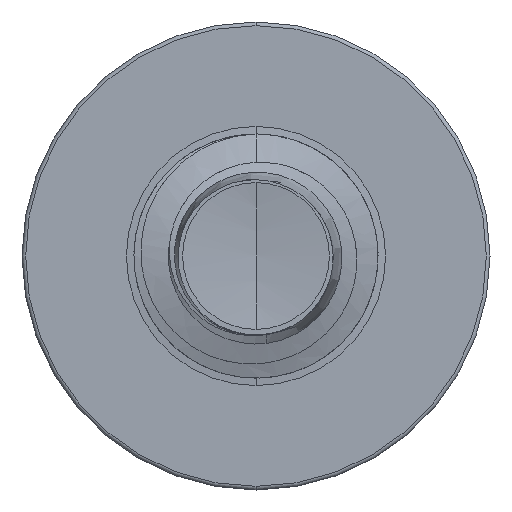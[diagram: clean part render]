
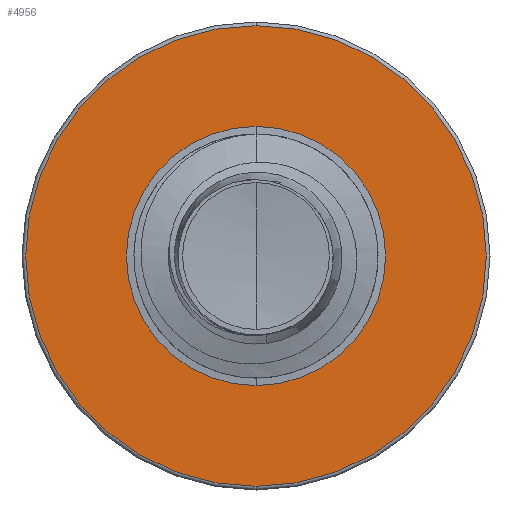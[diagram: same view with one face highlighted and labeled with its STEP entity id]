
A CAD part, front view. The second image highlights one B-rep face of the part: STEP entity #4956.
In plain terms, the highlighted planar face has unit normal (0, -1, 0).
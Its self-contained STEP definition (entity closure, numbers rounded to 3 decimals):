
#195 = DIRECTION ( 'NONE',  ( 0., 1., 0. ) ) ;
#752 = DIRECTION ( 'NONE',  ( 0., 0., 1. ) ) ;
#773 = PLANE ( 'NONE',  #7421 ) ;
#801 = CARTESIAN_POINT ( 'NONE',  ( 0., 1.75, -0.637 ) ) ;
#827 = DIRECTION ( 'NONE',  ( 0., 1., 0. ) ) ;
#928 = CARTESIAN_POINT ( 'NONE',  ( 0., 1.75, 0.637 ) ) ;
#1019 = EDGE_LOOP ( 'NONE', ( #8429, #2797 ) ) ;
#1234 = DIRECTION ( 'NONE',  ( 0., 1., 0. ) ) ;
#1429 = DIRECTION ( 'NONE',  ( 0., 1., 0. ) ) ;
#1581 = VERTEX_POINT ( 'NONE', #2868 ) ;
#1960 = CIRCLE ( 'NONE', #6240, 1.132 ) ;
#2357 = VERTEX_POINT ( 'NONE', #928 ) ;
#2391 = EDGE_LOOP ( 'NONE', ( #7875, #7903 ) ) ;
#2797 = ORIENTED_EDGE ( 'NONE', *, *, #8301, .T. ) ;
#2868 = CARTESIAN_POINT ( 'NONE',  ( 0., 1.75, -0.637 ) ) ;
#3632 = CIRCLE ( 'NONE', #6798, 1.132 ) ;
#3656 = CIRCLE ( 'NONE', #6815, 0.637 ) ;
#4269 = CARTESIAN_POINT ( 'NONE',  ( 0., 1.75, 1.132 ) ) ;
#4516 = CIRCLE ( 'NONE', #6065, 0.637 ) ;
#4909 = DIRECTION ( 'NONE',  ( 0., 1., 0. ) ) ;
#4956 = ADVANCED_FACE ( 'NONE', ( #6326, #6657 ), #773, .F. ) ;
#5644 = CARTESIAN_POINT ( 'NONE',  ( 0., 1.75, 0. ) ) ;
#6065 = AXIS2_PLACEMENT_3D ( 'NONE', #6532, #1429, #7167 ) ;
#6240 = AXIS2_PLACEMENT_3D ( 'NONE', #8857, #4909, #9676 ) ;
#6326 = FACE_OUTER_BOUND ( 'NONE', #2391, .T. ) ;
#6356 = CARTESIAN_POINT ( 'NONE',  ( 0., 1.75, 0. ) ) ;
#6383 = DIRECTION ( 'NONE',  ( 0., 0., 1. ) ) ;
#6407 = VERTEX_POINT ( 'NONE', #4269 ) ;
#6532 = CARTESIAN_POINT ( 'NONE',  ( 0., 1.75, 0. ) ) ;
#6657 = FACE_BOUND ( 'NONE', #1019, .T. ) ;
#6798 = AXIS2_PLACEMENT_3D ( 'NONE', #5644, #195, #6383 ) ;
#6815 = AXIS2_PLACEMENT_3D ( 'NONE', #6356, #1234, #7043 ) ;
#6959 = CARTESIAN_POINT ( 'NONE',  ( 0., 1.75, -1.132 ) ) ;
#7043 = DIRECTION ( 'NONE',  ( 0., 0., 1. ) ) ;
#7167 = DIRECTION ( 'NONE',  ( 0., 0., 1. ) ) ;
#7421 = AXIS2_PLACEMENT_3D ( 'NONE', #801, #827, #752 ) ;
#7661 = VERTEX_POINT ( 'NONE', #6959 ) ;
#7875 = ORIENTED_EDGE ( 'NONE', *, *, #8324, .F. ) ;
#7903 = ORIENTED_EDGE ( 'NONE', *, *, #9168, .F. ) ;
#8301 = EDGE_CURVE ( 'NONE', #1581, #2357, #3656, .T. ) ;
#8324 = EDGE_CURVE ( 'NONE', #6407, #7661, #3632, .T. ) ;
#8429 = ORIENTED_EDGE ( 'NONE', *, *, #9727, .T. ) ;
#8857 = CARTESIAN_POINT ( 'NONE',  ( 0., 1.75, 0. ) ) ;
#9168 = EDGE_CURVE ( 'NONE', #7661, #6407, #1960, .T. ) ;
#9676 = DIRECTION ( 'NONE',  ( 0., 0., 1. ) ) ;
#9727 = EDGE_CURVE ( 'NONE', #2357, #1581, #4516, .T. ) ;
